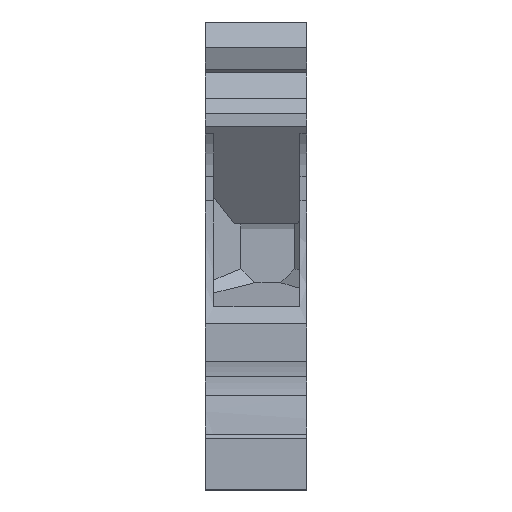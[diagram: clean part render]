
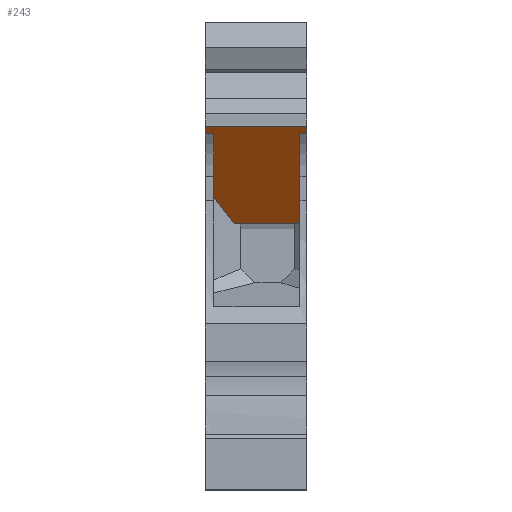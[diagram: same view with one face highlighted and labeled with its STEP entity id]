
A CAD part, front view. The second image highlights one B-rep face of the part: STEP entity #243.
In plain terms, the highlighted planar face has unit normal (0, -0.793, -0.609).
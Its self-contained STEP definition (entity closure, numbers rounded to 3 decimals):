
#243=ADVANCED_FACE('',(#619),#620,.T.);
#619=FACE_OUTER_BOUND('',#1129,.T.);
#620=PLANE('',#1130);
#1129=EDGE_LOOP('',(#1920,#1921,#1922,#1923,#1924,#1925,#1926,#1927,#1928,#1929));
#1130=AXIS2_PLACEMENT_3D('',#1930,#1931,#1932);
#1920=ORIENTED_EDGE('',*,*,#3397,.F.);
#1921=ORIENTED_EDGE('',*,*,#3398,.T.);
#1922=ORIENTED_EDGE('',*,*,#3399,.T.);
#1923=ORIENTED_EDGE('',*,*,#3275,.F.);
#1924=ORIENTED_EDGE('',*,*,#3400,.F.);
#1925=ORIENTED_EDGE('',*,*,#3211,.F.);
#1926=ORIENTED_EDGE('',*,*,#3401,.T.);
#1927=ORIENTED_EDGE('',*,*,#3402,.T.);
#1928=ORIENTED_EDGE('',*,*,#3403,.T.);
#1929=ORIENTED_EDGE('',*,*,#3404,.F.);
#1930=CARTESIAN_POINT('',(10.15,7.461,29.568));
#1931=DIRECTION('',(0.,-0.793,-0.609));
#1932=DIRECTION('',(0.,-0.609,0.793));
#3211=EDGE_CURVE('',#3893,#3895,#3896,.T.);
#3275=EDGE_CURVE('',#4020,#4022,#4023,.T.);
#3397=EDGE_CURVE('',#4217,#4218,#4219,.T.);
#3398=EDGE_CURVE('',#4217,#4220,#4221,.T.);
#3399=EDGE_CURVE('',#4220,#4022,#4222,.T.);
#3400=EDGE_CURVE('',#3895,#4020,#4223,.T.);
#3401=EDGE_CURVE('',#3893,#4224,#4225,.T.);
#3402=EDGE_CURVE('',#4224,#4226,#4227,.T.);
#3403=EDGE_CURVE('',#4226,#4228,#4229,.T.);
#3404=EDGE_CURVE('',#4218,#4228,#4230,.T.);
#3893=VERTEX_POINT('',#4866);
#3895=VERTEX_POINT('',#4868);
#3896=LINE('',#4869,#4870);
#4020=VERTEX_POINT('',#5052);
#4022=VERTEX_POINT('',#5055);
#4023=LINE('',#5056,#5057);
#4217=VERTEX_POINT('',#5333);
#4218=VERTEX_POINT('',#5334);
#4219=LINE('',#5335,#5336);
#4220=VERTEX_POINT('',#5337);
#4221=LINE('',#5338,#5339);
#4222=LINE('',#5340,#5341);
#4223=LINE('',#5342,#5343);
#4224=VERTEX_POINT('',#5344);
#4225=LINE('',#5345,#5346);
#4226=VERTEX_POINT('',#5347);
#4227=LINE('',#5348,#5349);
#4228=VERTEX_POINT('',#5350);
#4229=LINE('',#5351,#5352);
#4230=LINE('',#5353,#5354);
#4866=CARTESIAN_POINT('',(0.,2.804,35.639));
#4868=CARTESIAN_POINT('',(0.,2.2,36.426));
#4869=CARTESIAN_POINT('',(0.0,24.89,6.85));
#4870=VECTOR('',#6162,1.0);
#5052=CARTESIAN_POINT('',(10.15,2.2,36.426));
#5055=CARTESIAN_POINT('',(10.15,2.804,35.639));
#5056=CARTESIAN_POINT('',(10.15,24.89,6.85));
#5057=VECTOR('',#6231,1.0);
#5333=CARTESIAN_POINT('',(9.45,9.45,26.976));
#5334=CARTESIAN_POINT('',(9.213,9.687,26.666));
#5335=CARTESIAN_POINT('',(-5.99,24.89,6.85));
#5336=VECTOR('',#6368,1.0);
#5337=CARTESIAN_POINT('',(9.45,2.804,35.639));
#5338=CARTESIAN_POINT('',(9.45,24.89,6.85));
#5339=VECTOR('',#6369,1.0);
#5340=CARTESIAN_POINT('',(10.15,2.804,35.639));
#5341=VECTOR('',#6370,1.0);
#5342=CARTESIAN_POINT('',(10.15,2.2,36.426));
#5343=VECTOR('',#6371,1.0);
#5344=CARTESIAN_POINT('',(0.85,2.804,35.639));
#5345=CARTESIAN_POINT('',(10.15,2.804,35.639));
#5346=VECTOR('',#6372,1.0);
#5347=CARTESIAN_POINT('',(0.85,7.65,29.322));
#5348=CARTESIAN_POINT('',(0.85,24.89,6.85));
#5349=VECTOR('',#6373,1.0);
#5350=CARTESIAN_POINT('',(2.887,9.687,26.666));
#5351=CARTESIAN_POINT('',(18.09,24.89,6.85));
#5352=VECTOR('',#6374,1.0);
#5353=CARTESIAN_POINT('',(10.15,9.687,26.666));
#5354=VECTOR('',#6375,1.0);
#6162=DIRECTION('',(0.,-0.609,0.793));
#6231=DIRECTION('',(0.,0.609,-0.793));
#6368=DIRECTION('',(-0.52,0.52,-0.678));
#6369=DIRECTION('',(0.,-0.609,0.793));
#6370=DIRECTION('',(1.0,0.,0.));
#6371=DIRECTION('',(1.0,0.,0.));
#6372=DIRECTION('',(1.0,0.,0.));
#6373=DIRECTION('',(0.,0.609,-0.793));
#6374=DIRECTION('',(0.52,0.52,-0.678));
#6375=DIRECTION('',(-1.0,0.,0.));
